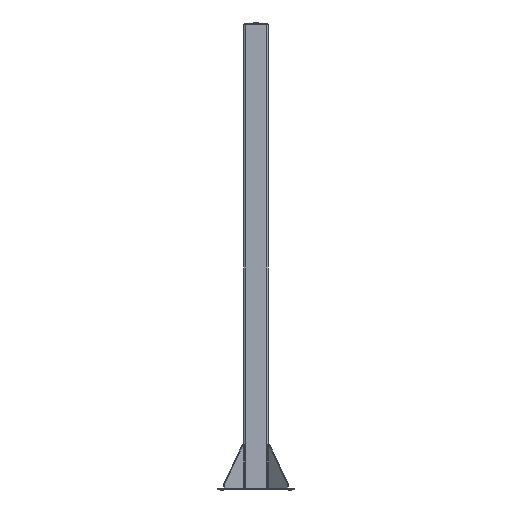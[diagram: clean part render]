
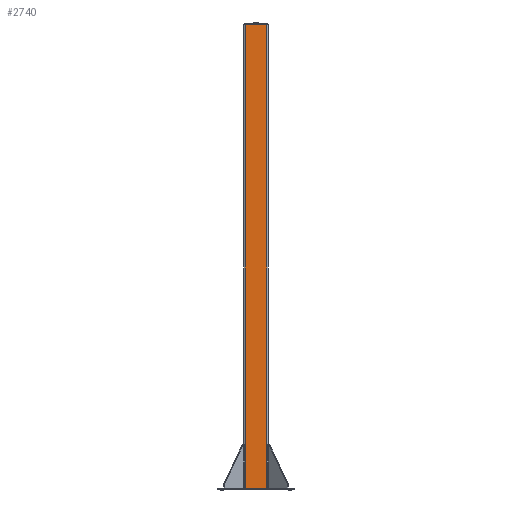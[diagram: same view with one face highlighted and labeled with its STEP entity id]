
A CAD part, left-side view. The second image highlights one B-rep face of the part: STEP entity #2740.
In plain terms, the highlighted face is planar.
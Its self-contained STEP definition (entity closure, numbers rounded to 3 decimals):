
#2740=ADVANCED_FACE('',(#4866),#4867,.T.);
#4866=FACE_OUTER_BOUND('',#7726,.T.);
#4867=PLANE('',#7727);
#7726=EDGE_LOOP('',(#15934,#15935,#15936,#15937));
#7727=AXIS2_PLACEMENT_3D('',#15938,#15939,#15940);
#15934=ORIENTED_EDGE('',*,*,#20041,.T.);
#15935=ORIENTED_EDGE('',*,*,#20042,.F.);
#15936=ORIENTED_EDGE('',*,*,#20043,.T.);
#15937=ORIENTED_EDGE('',*,*,#19656,.T.);
#15938=CARTESIAN_POINT('',(0.,-80.,200.));
#15939=DIRECTION('',(0.,-1.,0.));
#15940=DIRECTION('',(1.,0.,0.));
#19656=EDGE_CURVE('',#21733,#21731,#21734,.T.);
#20041=EDGE_CURVE('',#21731,#22342,#22343,.T.);
#20042=EDGE_CURVE('',#22344,#22342,#22345,.T.);
#20043=EDGE_CURVE('',#22344,#21733,#22346,.T.);
#21731=VERTEX_POINT('',#25458);
#21733=VERTEX_POINT('',#25460);
#21734=LINE('',#25461,#25462);
#22342=VERTEX_POINT('',#27190);
#22343=LINE('',#27191,#27192);
#22344=VERTEX_POINT('',#27193);
#22345=LINE('',#27194,#27195);
#22346=LINE('',#27196,#27197);
#25458=CARTESIAN_POINT('',(71.,-80.,3200.));
#25460=CARTESIAN_POINT('',(71.,-80.,200.));
#25461=CARTESIAN_POINT('',(71.,-80.,200.));
#25462=VECTOR('',#31454,1.);
#27190=CARTESIAN_POINT('',(-71.,-80.,3200.));
#27191=CARTESIAN_POINT('',(-71.,-80.,3200.));
#27192=VECTOR('',#31864,1.);
#27193=CARTESIAN_POINT('',(-71.,-80.,200.));
#27194=CARTESIAN_POINT('',(-71.,-80.,200.));
#27195=VECTOR('',#31865,1.);
#27196=CARTESIAN_POINT('',(-71.,-80.,200.));
#27197=VECTOR('',#31866,1.);
#31454=DIRECTION('',(0.,0.,1.));
#31864=DIRECTION('',(-1.,0.,0.));
#31865=DIRECTION('',(0.,0.,1.));
#31866=DIRECTION('',(1.,0.,0.));
